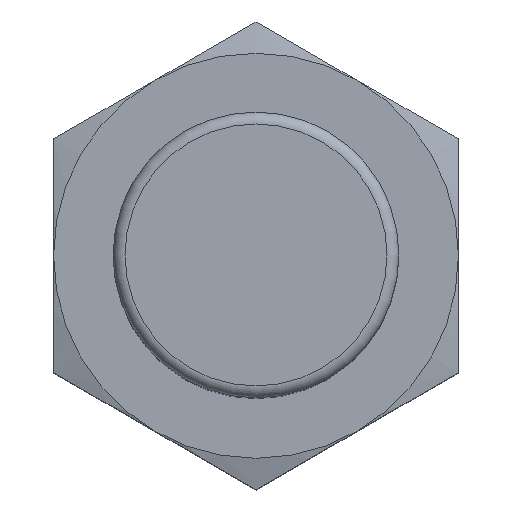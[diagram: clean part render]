
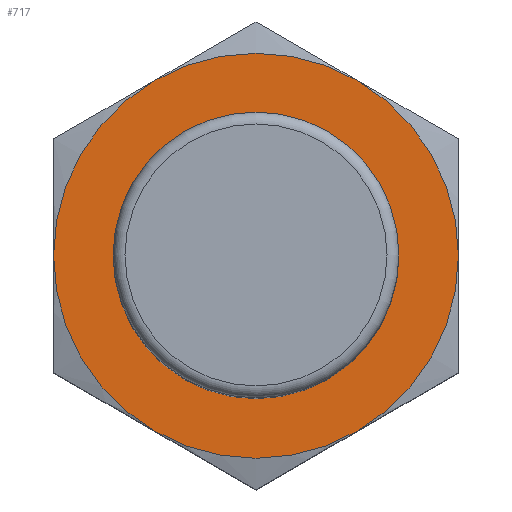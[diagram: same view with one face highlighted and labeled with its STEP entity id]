
A CAD part, top view. The second image highlights one B-rep face of the part: STEP entity #717.
In plain terms, the highlighted planar face has unit normal (0, 0, 1).
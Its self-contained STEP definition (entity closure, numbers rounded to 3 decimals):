
#127=FACE_BOUND('',#204,.T.);
#151=FACE_OUTER_BOUND('',#203,.T.);
#203=EDGE_LOOP('',(#523,#524,#525,#526,#527,#528));
#204=EDGE_LOOP('',(#529));
#253=CIRCLE('',#808,8.5);
#254=CIRCLE('',#809,8.5);
#255=CIRCLE('',#810,8.5);
#256=CIRCLE('',#811,8.5);
#257=CIRCLE('',#812,8.5);
#258=CIRCLE('',#813,8.5);
#259=CIRCLE('',#814,6.);
#301=VERTEX_POINT('',#1194);
#302=VERTEX_POINT('',#1195);
#303=VERTEX_POINT('',#1197);
#304=VERTEX_POINT('',#1199);
#305=VERTEX_POINT('',#1201);
#306=VERTEX_POINT('',#1203);
#307=VERTEX_POINT('',#1206);
#378=EDGE_CURVE('',#301,#302,#253,.T.);
#379=EDGE_CURVE('',#303,#301,#254,.T.);
#380=EDGE_CURVE('',#304,#303,#255,.T.);
#381=EDGE_CURVE('',#305,#304,#256,.T.);
#382=EDGE_CURVE('',#306,#305,#257,.T.);
#383=EDGE_CURVE('',#302,#306,#258,.T.);
#384=EDGE_CURVE('',#307,#307,#259,.T.);
#523=ORIENTED_EDGE('',*,*,#378,.F.);
#524=ORIENTED_EDGE('',*,*,#379,.F.);
#525=ORIENTED_EDGE('',*,*,#380,.F.);
#526=ORIENTED_EDGE('',*,*,#381,.F.);
#527=ORIENTED_EDGE('',*,*,#382,.F.);
#528=ORIENTED_EDGE('',*,*,#383,.F.);
#529=ORIENTED_EDGE('',*,*,#384,.F.);
#635=PLANE('',#807);
#717=ADVANCED_FACE('',(#151,#127),#635,.F.);
#807=AXIS2_PLACEMENT_3D('',#1193,#944,#945);
#808=AXIS2_PLACEMENT_3D('',#1196,#946,#947);
#809=AXIS2_PLACEMENT_3D('',#1198,#948,#949);
#810=AXIS2_PLACEMENT_3D('',#1200,#950,#951);
#811=AXIS2_PLACEMENT_3D('',#1202,#952,#953);
#812=AXIS2_PLACEMENT_3D('',#1204,#954,#955);
#813=AXIS2_PLACEMENT_3D('',#1205,#956,#957);
#814=AXIS2_PLACEMENT_3D('',#1207,#958,#959);
#944=DIRECTION('center_axis',(0.,0.,-1.));
#945=DIRECTION('ref_axis',(-1.,0.,0.));
#946=DIRECTION('center_axis',(0.,0.,-1.));
#947=DIRECTION('ref_axis',(-1.,0.,0.));
#948=DIRECTION('center_axis',(0.,0.,-1.));
#949=DIRECTION('ref_axis',(-1.,0.,0.));
#950=DIRECTION('center_axis',(0.,0.,-1.));
#951=DIRECTION('ref_axis',(-1.,0.,0.));
#952=DIRECTION('center_axis',(0.,0.,-1.));
#953=DIRECTION('ref_axis',(-1.,0.,0.));
#954=DIRECTION('center_axis',(0.,0.,-1.));
#955=DIRECTION('ref_axis',(-1.,0.,0.));
#956=DIRECTION('center_axis',(0.,0.,-1.));
#957=DIRECTION('ref_axis',(-1.,0.,0.));
#958=DIRECTION('center_axis',(0.,0.,1.));
#959=DIRECTION('ref_axis',(1.,0.,0.));
#1193=CARTESIAN_POINT('Origin',(0.,0.,
-20.));
#1194=CARTESIAN_POINT('',(8.5,0.,-20.));
#1195=CARTESIAN_POINT('',(4.25,-7.361,-20.));
#1196=CARTESIAN_POINT('Origin',(0.,0.,
-20.));
#1197=CARTESIAN_POINT('',(4.25,7.361,-20.));
#1198=CARTESIAN_POINT('Origin',(0.,0.,
-20.));
#1199=CARTESIAN_POINT('',(-4.25,7.361,-20.));
#1200=CARTESIAN_POINT('Origin',(0.,0.,
-20.));
#1201=CARTESIAN_POINT('',(-8.5,0.,-20.));
#1202=CARTESIAN_POINT('Origin',(0.,0.,
-20.));
#1203=CARTESIAN_POINT('',(-4.25,-7.361,-20.));
#1204=CARTESIAN_POINT('Origin',(0.,0.,
-20.));
#1205=CARTESIAN_POINT('Origin',(0.,0.,
-20.));
#1206=CARTESIAN_POINT('',(-6.,0.,-20.));
#1207=CARTESIAN_POINT('Origin',(0.,0.,-20.));
